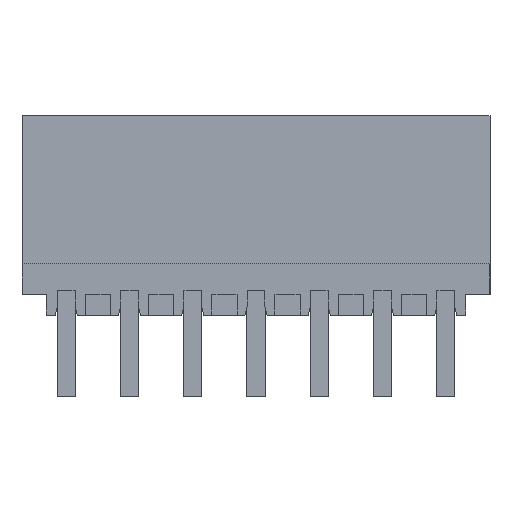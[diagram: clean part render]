
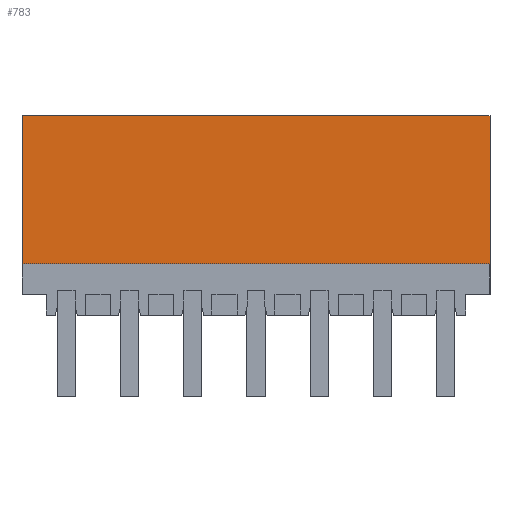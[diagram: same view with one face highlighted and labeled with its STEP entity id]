
A CAD part, front view. The second image highlights one B-rep face of the part: STEP entity #783.
In plain terms, the highlighted planar face has unit normal (0, -1, 0).
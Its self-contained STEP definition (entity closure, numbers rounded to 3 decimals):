
#763=AXIS2_PLACEMENT_3D('Plane Axis2P3D',#760,#761,#762) ;
#49=CARTESIAN_POINT('Vertex',(0.,0.,7.35)) ;
#52=CARTESIAN_POINT('Line Origine',(0.,0.,11.45)) ;
#56=CARTESIAN_POINT('Vertex',(0.,0.,15.55)) ;
#744=CARTESIAN_POINT('Vertex',(25.9,0.,7.35)) ;
#747=CARTESIAN_POINT('Line Origine',(12.95,0.,7.35)) ;
#760=CARTESIAN_POINT('Axis2P3D Location',(10.5,0.,15.55)) ;
#765=CARTESIAN_POINT('Line Origine',(25.9,0.,11.45)) ;
#769=CARTESIAN_POINT('Vertex',(25.9,0.,15.55)) ;
#772=CARTESIAN_POINT('Line Origine',(12.95,0.,15.55)) ;
#53=DIRECTION('Vector Direction',(0.,0.,-1.)) ;
#748=DIRECTION('Vector Direction',(1.,0.,0.)) ;
#761=DIRECTION('Axis2P3D Direction',(0.,-1.,0.)) ;
#762=DIRECTION('Axis2P3D XDirection',(0.,0.,-1.)) ;
#766=DIRECTION('Vector Direction',(0.,0.,-1.)) ;
#773=DIRECTION('Vector Direction',(1.,0.,0.)) ;
#54=VECTOR('Line Direction',#53,1.) ;
#749=VECTOR('Line Direction',#748,1.) ;
#767=VECTOR('Line Direction',#766,1.) ;
#774=VECTOR('Line Direction',#773,1.) ;
#778=ORIENTED_EDGE('',*,*,#58,.F.) ;
#779=ORIENTED_EDGE('',*,*,#751,.F.) ;
#780=ORIENTED_EDGE('',*,*,#771,.F.) ;
#781=ORIENTED_EDGE('',*,*,#776,.F.) ;
#783=ADVANCED_FACE('HOUSING',(#782),#764,.T.) ;
#58=EDGE_CURVE('',#50,#57,#55,.F.) ;
#751=EDGE_CURVE('',#745,#50,#750,.F.) ;
#771=EDGE_CURVE('',#770,#745,#768,.T.) ;
#776=EDGE_CURVE('',#57,#770,#775,.T.) ;
#777=EDGE_LOOP('',(#778,#779,#780,#781)) ;
#782=FACE_OUTER_BOUND('',#777,.T.) ;
#55=LINE('Line',#52,#54) ;
#750=LINE('Line',#747,#749) ;
#768=LINE('Line',#765,#767) ;
#775=LINE('Line',#772,#774) ;
#764=PLANE('',#763) ;
#50=VERTEX_POINT('',#49) ;
#57=VERTEX_POINT('',#56) ;
#745=VERTEX_POINT('',#744) ;
#770=VERTEX_POINT('',#769) ;
